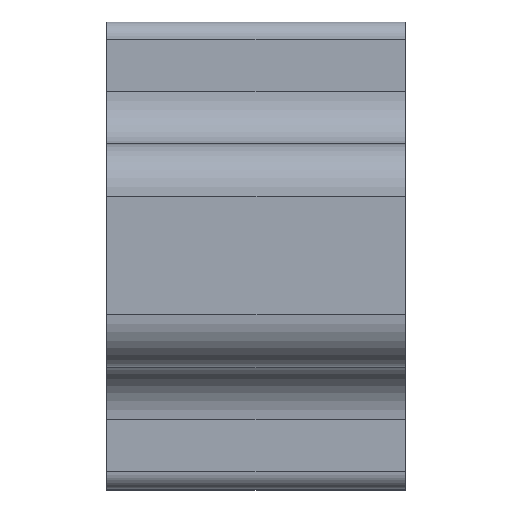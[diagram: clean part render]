
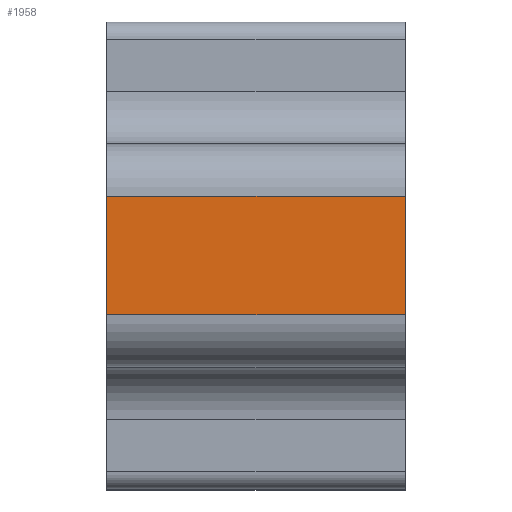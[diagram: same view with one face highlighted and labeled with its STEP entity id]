
A CAD part, top view. The second image highlights one B-rep face of the part: STEP entity #1958.
In plain terms, the highlighted planar face has unit normal (0, 0, 1).
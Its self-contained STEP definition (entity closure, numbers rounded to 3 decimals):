
#214=FACE_OUTER_BOUND('',#333,.T.);
#333=EDGE_LOOP('',(#1763,#1764,#1765,#1766));
#407=LINE('',#2878,#627);
#436=LINE('',#2947,#656);
#466=LINE('',#3026,#686);
#471=LINE('',#3035,#691);
#627=VECTOR('',#2327,10.);
#656=VECTOR('',#2374,10.);
#686=VECTOR('',#2454,10.);
#691=VECTOR('',#2467,10.);
#850=VERTEX_POINT('',#2875);
#851=VERTEX_POINT('',#2877);
#881=VERTEX_POINT('',#2944);
#882=VERTEX_POINT('',#2946);
#1059=EDGE_CURVE('',#850,#851,#407,.T.);
#1093=EDGE_CURVE('',#881,#882,#436,.T.);
#1134=EDGE_CURVE('',#851,#881,#466,.T.);
#1139=EDGE_CURVE('',#882,#850,#471,.T.);
#1763=ORIENTED_EDGE('',*,*,#1134,.F.);
#1764=ORIENTED_EDGE('',*,*,#1059,.F.);
#1765=ORIENTED_EDGE('',*,*,#1139,.F.);
#1766=ORIENTED_EDGE('',*,*,#1093,.F.);
#1854=PLANE('',#2130);
#1958=ADVANCED_FACE('',(#214),#1854,.T.);
#2130=AXIS2_PLACEMENT_3D('',#3229,#2665,#2666);
#2327=DIRECTION('',(0.,-1.,0.));
#2374=DIRECTION('',(0.,1.,0.));
#2454=DIRECTION('',(-1.,0.,0.));
#2467=DIRECTION('',(1.,0.,0.));
#2665=DIRECTION('center_axis',(0.,0.,
1.));
#2666=DIRECTION('ref_axis',(0.,-1.,0.));
#2875=CARTESIAN_POINT('',(17.3,-18.95,62.));
#2877=CARTESIAN_POINT('',(17.3,-25.75,62.));
#2878=CARTESIAN_POINT('',(17.3,-35.75,62.));
#2944=CARTESIAN_POINT('',(0.2,-25.75,62.));
#2946=CARTESIAN_POINT('',(0.2,-18.95,62.));
#2947=CARTESIAN_POINT('',(0.2,-28.75,62.));
#3026=CARTESIAN_POINT('',(14.3,-25.75,62.));
#3035=CARTESIAN_POINT('',(14.3,-18.95,62.));
#3229=CARTESIAN_POINT('Origin',(14.3,-15.95,62.));
